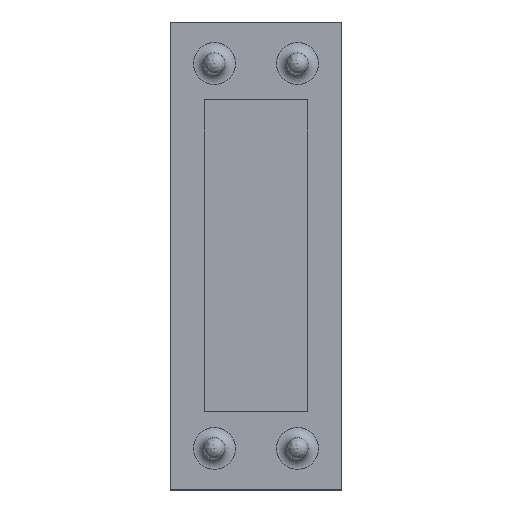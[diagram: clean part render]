
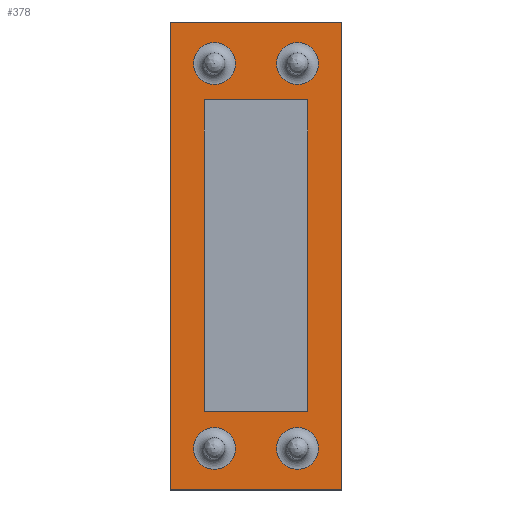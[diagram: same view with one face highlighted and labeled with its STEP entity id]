
A CAD part, top view. The second image highlights one B-rep face of the part: STEP entity #378.
In plain terms, the highlighted planar face has unit normal (0, 0, 1).
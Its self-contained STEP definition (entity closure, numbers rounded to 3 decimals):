
#26=FACE_BOUND('',#131,.T.);
#27=FACE_BOUND('',#132,.T.);
#28=FACE_BOUND('',#133,.T.);
#29=FACE_BOUND('',#134,.T.);
#30=FACE_BOUND('',#135,.T.);
#31=LINE('',#605,#59);
#32=LINE('',#607,#60);
#33=LINE('',#609,#61);
#34=LINE('',#610,#62);
#35=LINE('',#617,#63);
#36=LINE('',#619,#64);
#37=LINE('',#621,#65);
#38=LINE('',#622,#66);
#59=VECTOR('',#483,10.);
#60=VECTOR('',#484,10.);
#61=VECTOR('',#485,10.);
#62=VECTOR('',#486,10.);
#63=VECTOR('',#491,10.);
#64=VECTOR('',#492,10.);
#65=VECTOR('',#493,10.);
#66=VECTOR('',#494,10.);
#87=PLANE('',#428);
#103=FACE_OUTER_BOUND('',#130,.T.);
#130=EDGE_LOOP('',(#273,#274,#275,#276));
#131=EDGE_LOOP('',(#277));
#132=EDGE_LOOP('',(#278));
#133=EDGE_LOOP('',(#279,#280,#281,#282));
#134=EDGE_LOOP('',(#283));
#135=EDGE_LOOP('',(#284));
#161=CIRCLE('',#425,4.025);
#164=CIRCLE('',#429,4.025);
#165=CIRCLE('',#430,4.025);
#166=CIRCLE('',#431,4.025);
#185=VERTEX_POINT('',#597);
#187=VERTEX_POINT('',#603);
#188=VERTEX_POINT('',#604);
#189=VERTEX_POINT('',#606);
#190=VERTEX_POINT('',#608);
#191=VERTEX_POINT('',#611);
#192=VERTEX_POINT('',#613);
#193=VERTEX_POINT('',#615);
#194=VERTEX_POINT('',#616);
#195=VERTEX_POINT('',#618);
#196=VERTEX_POINT('',#620);
#197=VERTEX_POINT('',#623);
#217=EDGE_CURVE('',#185,#185,#161,.T.);
#220=EDGE_CURVE('',#187,#188,#31,.T.);
#221=EDGE_CURVE('',#188,#189,#32,.T.);
#222=EDGE_CURVE('',#189,#190,#33,.T.);
#223=EDGE_CURVE('',#190,#187,#34,.T.);
#224=EDGE_CURVE('',#191,#191,#164,.T.);
#225=EDGE_CURVE('',#192,#192,#165,.T.);
#226=EDGE_CURVE('',#193,#194,#35,.T.);
#227=EDGE_CURVE('',#194,#195,#36,.T.);
#228=EDGE_CURVE('',#195,#196,#37,.T.);
#229=EDGE_CURVE('',#196,#193,#38,.T.);
#230=EDGE_CURVE('',#197,#197,#166,.T.);
#273=ORIENTED_EDGE('',*,*,#220,.T.);
#274=ORIENTED_EDGE('',*,*,#221,.T.);
#275=ORIENTED_EDGE('',*,*,#222,.T.);
#276=ORIENTED_EDGE('',*,*,#223,.T.);
#277=ORIENTED_EDGE('',*,*,#224,.F.);
#278=ORIENTED_EDGE('',*,*,#225,.F.);
#279=ORIENTED_EDGE('',*,*,#226,.T.);
#280=ORIENTED_EDGE('',*,*,#227,.T.);
#281=ORIENTED_EDGE('',*,*,#228,.T.);
#282=ORIENTED_EDGE('',*,*,#229,.T.);
#283=ORIENTED_EDGE('',*,*,#230,.F.);
#284=ORIENTED_EDGE('',*,*,#217,.F.);
#378=ADVANCED_FACE('',(#103,#26,#27,#28,#29,#30),#87,.T.);
#425=AXIS2_PLACEMENT_3D('',#598,#475,#476);
#428=AXIS2_PLACEMENT_3D('',#602,#481,#482);
#429=AXIS2_PLACEMENT_3D('',#612,#487,#488);
#430=AXIS2_PLACEMENT_3D('',#614,#489,#490);
#431=AXIS2_PLACEMENT_3D('',#624,#495,#496);
#475=DIRECTION('center_axis',(0.,0.,1.));
#476=DIRECTION('ref_axis',(-1.,0.,0.));
#481=DIRECTION('center_axis',(0.,0.,1.));
#482=DIRECTION('ref_axis',(1.,0.,0.));
#483=DIRECTION('',(1.,0.,0.));
#484=DIRECTION('',(0.,1.,0.));
#485=DIRECTION('',(-1.,0.,0.));
#486=DIRECTION('',(0.,-1.,0.));
#487=DIRECTION('center_axis',(0.,0.,1.));
#488=DIRECTION('ref_axis',(-1.,0.,0.));
#489=DIRECTION('center_axis',(0.,0.,1.));
#490=DIRECTION('ref_axis',(-1.,0.,0.));
#491=DIRECTION('',(0.,-1.,0.));
#492=DIRECTION('',(-1.,0.,0.));
#493=DIRECTION('',(0.,1.,0.));
#494=DIRECTION('',(1.,0.,0.));
#495=DIRECTION('center_axis',(0.,0.,1.));
#496=DIRECTION('ref_axis',(-1.,0.,0.));
#597=CARTESIAN_POINT('',(-12.025,37.,0.));
#598=CARTESIAN_POINT('Origin',(-8.,37.,0.));
#602=CARTESIAN_POINT('Origin',(0.,0.,0.));
#603=CARTESIAN_POINT('',(-16.5,-45.,0.));
#604=CARTESIAN_POINT('',(16.5,-45.,0.));
#605=CARTESIAN_POINT('',(-16.5,-45.,0.));
#606=CARTESIAN_POINT('',(16.5,45.,0.));
#607=CARTESIAN_POINT('',(16.5,-45.,0.));
#608=CARTESIAN_POINT('',(-16.5,45.,0.));
#609=CARTESIAN_POINT('',(16.5,45.,0.));
#610=CARTESIAN_POINT('',(-16.5,45.,0.));
#611=CARTESIAN_POINT('',(3.975,37.,0.));
#612=CARTESIAN_POINT('Origin',(8.,37.,0.));
#613=CARTESIAN_POINT('',(3.975,-37.,0.));
#614=CARTESIAN_POINT('Origin',(8.,-37.,0.));
#615=CARTESIAN_POINT('',(10.,30.,0.));
#616=CARTESIAN_POINT('',(10.,-30.,0.));
#617=CARTESIAN_POINT('',(10.,-15.,0.));
#618=CARTESIAN_POINT('',(-10.,-30.,0.));
#619=CARTESIAN_POINT('',(-5.,-30.,0.));
#620=CARTESIAN_POINT('',(-10.,30.,0.));
#621=CARTESIAN_POINT('',(-10.,15.,0.));
#622=CARTESIAN_POINT('',(5.,30.,0.));
#623=CARTESIAN_POINT('',(-12.025,-37.,0.));
#624=CARTESIAN_POINT('Origin',(-8.,-37.,0.));
